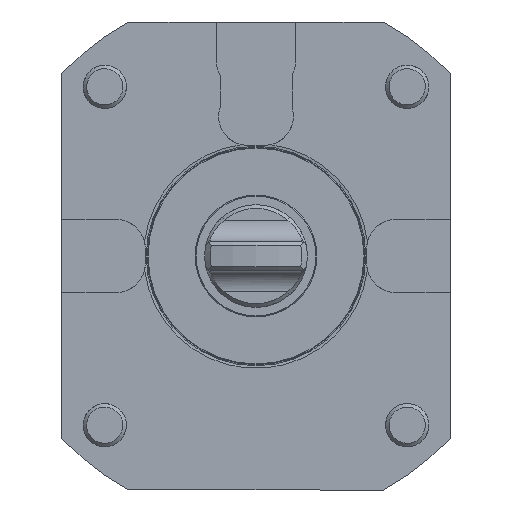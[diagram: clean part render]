
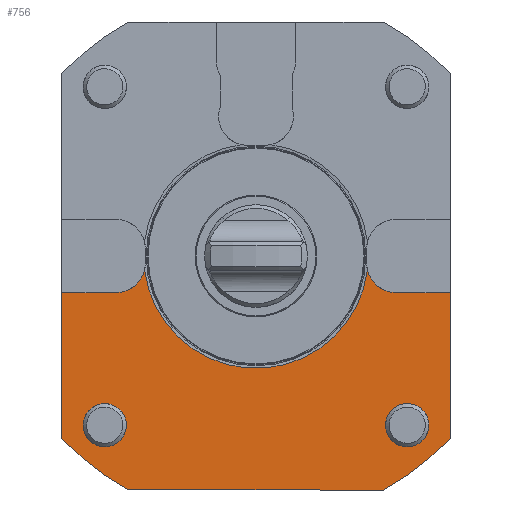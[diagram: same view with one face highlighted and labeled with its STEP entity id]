
A CAD part, front view. The second image highlights one B-rep face of the part: STEP entity #756.
In plain terms, the highlighted planar face has unit normal (0, -1, 0).
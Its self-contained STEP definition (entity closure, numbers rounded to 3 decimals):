
#496 = CIRCLE ( 'NONE', #16543, 8. ) ;
#756 = ADVANCED_FACE ( 'Defeature completata1_9', ( #4077, #13083, #4291 ), #16472, .T. ) ;
#1161 = LINE ( 'NONE', #8301, #14620 ) ;
#1788 = AXIS2_PLACEMENT_3D ( 'NONE', #11157, #18230, #2258 ) ;
#1980 = DIRECTION ( 'NONE',  ( 0., 1., 0. ) ) ;
#2257 = VERTEX_POINT ( 'NONE', #18574 ) ;
#2258 = DIRECTION ( 'NONE',  ( 0., 0., 1. ) ) ;
#2493 = LINE ( 'NONE', #20311, #10013 ) ;
#2702 = AXIS2_PLACEMENT_3D ( 'NONE', #11443, #13196, #18627 ) ;
#2707 = DIRECTION ( 'NONE',  ( 0., -1., 0. ) ) ;
#2832 = EDGE_LOOP ( 'NONE', ( #16521, #14044, #4832, #16577, #8476, #21947, #18882, #8595, #14185, #16600 ) ) ;
#2875 = DIRECTION ( 'NONE',  ( 0., 0., 1. ) ) ;
#3012 = VERTEX_POINT ( 'NONE', #14662 ) ;
#3168 = EDGE_CURVE ( 'NONE', #22423, #2257, #1161, .T. ) ;
#3295 = VERTEX_POINT ( 'NONE', #17237 ) ;
#3902 = ORIENTED_EDGE ( 'NONE', *, *, #6511, .F. ) ;
#4077 = FACE_BOUND ( 'NONE', #21965, .T. ) ;
#4215 = CARTESIAN_POINT ( 'NONE',  ( 54., 0., -50.596 ) ) ;
#4291 = FACE_OUTER_BOUND ( 'NONE', #2832, .T. ) ;
#4364 = EDGE_CURVE ( 'NONE', #6338, #22423, #15513, .T. ) ;
#4568 = VERTEX_POINT ( 'NONE', #9734 ) ;
#4706 = EDGE_CURVE ( 'NONE', #13747, #6338, #12794, .T. ) ;
#4832 = ORIENTED_EDGE ( 'NONE', *, *, #5283, .F. ) ;
#5283 = EDGE_CURVE ( 'NONE', #11464, #2257, #496, .T. ) ;
#5543 = CARTESIAN_POINT ( 'NONE',  ( -36., 0., -47. ) ) ;
#5771 = VERTEX_POINT ( 'NONE', #22416 ) ;
#6167 = DIRECTION ( 'NONE',  ( 0., -1., 0. ) ) ;
#6338 = VERTEX_POINT ( 'NONE', #4215 ) ;
#6511 = EDGE_CURVE ( 'NONE', #21373, #21373, #6977, .T. ) ;
#6613 = CARTESIAN_POINT ( 'NONE',  ( 54., 0., 0. ) ) ;
#6700 = EDGE_LOOP ( 'NONE', ( #3902 ) ) ;
#6934 = EDGE_CURVE ( 'NONE', #8811, #3295, #12499, .T. ) ;
#6936 = EDGE_CURVE ( 'NONE', #3012, #13747, #10735, .T. ) ;
#6977 = CIRCLE ( 'NONE', #22210, 6. ) ;
#7380 = CIRCLE ( 'NONE', #1788, 74. ) ;
#7598 = CARTESIAN_POINT ( 'NONE',  ( 0., 0., 0. ) ) ;
#7763 = DIRECTION ( 'NONE',  ( 0., 0., 1. ) ) ;
#8020 = CIRCLE ( 'NONE', #19552, 8. ) ;
#8029 = DIRECTION ( 'NONE',  ( 0., -1., 0. ) ) ;
#8287 = CARTESIAN_POINT ( 'NONE',  ( 35.369, 0., -65. ) ) ;
#8301 = CARTESIAN_POINT ( 'NONE',  ( 59.893, 0., -10.15 ) ) ;
#8476 = ORIENTED_EDGE ( 'NONE', *, *, #17041, .T. ) ;
#8482 = VECTOR ( 'NONE', #19794, 1000. ) ;
#8595 = ORIENTED_EDGE ( 'NONE', *, *, #13558, .T. ) ;
#8811 = VERTEX_POINT ( 'NONE', #20838 ) ;
#8926 = AXIS2_PLACEMENT_3D ( 'NONE', #7598, #6167, #13300 ) ;
#9111 = DIRECTION ( 'NONE',  ( 0., 0., -1. ) ) ;
#9421 = AXIS2_PLACEMENT_3D ( 'NONE', #19631, #16273, #10568 ) ;
#9581 = ORIENTED_EDGE ( 'NONE', *, *, #13634, .F. ) ;
#9734 = CARTESIAN_POINT ( 'NONE',  ( -54., 0., -50.596 ) ) ;
#10013 = VECTOR ( 'NONE', #7763, 1000. ) ;
#10568 = DIRECTION ( 'NONE',  ( 0., 0., 1. ) ) ;
#10735 = LINE ( 'NONE', #21661, #21482 ) ;
#10753 = CIRCLE ( 'NONE', #14869, 6. ) ;
#10882 = DIRECTION ( 'NONE',  ( 1., 0., 0. ) ) ;
#11091 = DIRECTION ( 'NONE',  ( 1., 0., 0. ) ) ;
#11157 = CARTESIAN_POINT ( 'NONE',  ( 0., 0., 0. ) ) ;
#11443 = CARTESIAN_POINT ( 'NONE',  ( 0., 0., 0. ) ) ;
#11464 = VERTEX_POINT ( 'NONE', #18738 ) ;
#11814 = CARTESIAN_POINT ( 'NONE',  ( 54., 0., -10.15 ) ) ;
#11945 = CARTESIAN_POINT ( 'NONE',  ( -42., 0., -47. ) ) ;
#12289 = EDGE_CURVE ( 'NONE', #4568, #8811, #2493, .T. ) ;
#12499 = LINE ( 'NONE', #18053, #8482 ) ;
#12794 = CIRCLE ( 'NONE', #9421, 74. ) ;
#13083 = FACE_BOUND ( 'NONE', #6700, .T. ) ;
#13196 = DIRECTION ( 'NONE',  ( 0., -1., 0. ) ) ;
#13300 = DIRECTION ( 'NONE',  ( 0., 0., 1. ) ) ;
#13558 = EDGE_CURVE ( 'NONE', #4568, #3012, #7380, .T. ) ;
#13634 = EDGE_CURVE ( 'NONE', #21613, #21613, #10753, .T. ) ;
#13747 = VERTEX_POINT ( 'NONE', #8287 ) ;
#13931 = CIRCLE ( 'NONE', #2702, 31.2 ) ;
#14044 = ORIENTED_EDGE ( 'NONE', *, *, #3168, .T. ) ;
#14185 = ORIENTED_EDGE ( 'NONE', *, *, #6936, .T. ) ;
#14620 = VECTOR ( 'NONE', #22497, 1000. ) ;
#14662 = CARTESIAN_POINT ( 'NONE',  ( -35.369, 0., -65. ) ) ;
#14869 = AXIS2_PLACEMENT_3D ( 'NONE', #11945, #2707, #18667 ) ;
#15513 = LINE ( 'NONE', #6613, #20908 ) ;
#16016 = CARTESIAN_POINT ( 'NONE',  ( 42., 0., -47. ) ) ;
#16060 = CARTESIAN_POINT ( 'NONE',  ( 48., 0., -47. ) ) ;
#16273 = DIRECTION ( 'NONE',  ( 0., -1., 0. ) ) ;
#16472 = PLANE ( 'NONE',  #8926 ) ;
#16521 = ORIENTED_EDGE ( 'NONE', *, *, #4364, .T. ) ;
#16543 = AXIS2_PLACEMENT_3D ( 'NONE', #16897, #8029, #2875 ) ;
#16577 = ORIENTED_EDGE ( 'NONE', *, *, #19114, .F. ) ;
#16600 = ORIENTED_EDGE ( 'NONE', *, *, #4706, .T. ) ;
#16897 = CARTESIAN_POINT ( 'NONE',  ( 38.75, 0., -2.15 ) ) ;
#17041 = EDGE_CURVE ( 'NONE', #5771, #3295, #8020, .T. ) ;
#17237 = CARTESIAN_POINT ( 'NONE',  ( -38.75, 0., -10.15 ) ) ;
#17954 = CARTESIAN_POINT ( 'NONE',  ( -38.75, 0., -2.15 ) ) ;
#18053 = CARTESIAN_POINT ( 'NONE',  ( -59.893, 0., -10.15 ) ) ;
#18230 = DIRECTION ( 'NONE',  ( 0., -1., 0. ) ) ;
#18574 = CARTESIAN_POINT ( 'NONE',  ( 38.75, 0., -10.15 ) ) ;
#18627 = DIRECTION ( 'NONE',  ( 0., 0., 1. ) ) ;
#18667 = DIRECTION ( 'NONE',  ( 1., 0., 0. ) ) ;
#18738 = CARTESIAN_POINT ( 'NONE',  ( 30.951, 0., -3.933 ) ) ;
#18882 = ORIENTED_EDGE ( 'NONE', *, *, #12289, .F. ) ;
#19114 = EDGE_CURVE ( 'NONE', #5771, #11464, #13931, .T. ) ;
#19552 = AXIS2_PLACEMENT_3D ( 'NONE', #17954, #1980, #9111 ) ;
#19631 = CARTESIAN_POINT ( 'NONE',  ( 0., 0., 0. ) ) ;
#19794 = DIRECTION ( 'NONE',  ( 1., 0., 0. ) ) ;
#19932 = DIRECTION ( 'NONE',  ( 0., -1., 0. ) ) ;
#20311 = CARTESIAN_POINT ( 'NONE',  ( -54., 0., 0. ) ) ;
#20820 = DIRECTION ( 'NONE',  ( 0., 0., 1. ) ) ;
#20838 = CARTESIAN_POINT ( 'NONE',  ( -54., 0., -10.15 ) ) ;
#20908 = VECTOR ( 'NONE', #20820, 1000. ) ;
#21373 = VERTEX_POINT ( 'NONE', #16060 ) ;
#21482 = VECTOR ( 'NONE', #11091, 1000. ) ;
#21613 = VERTEX_POINT ( 'NONE', #5543 ) ;
#21661 = CARTESIAN_POINT ( 'NONE',  ( 0., 0., -65. ) ) ;
#21947 = ORIENTED_EDGE ( 'NONE', *, *, #6934, .F. ) ;
#21965 = EDGE_LOOP ( 'NONE', ( #9581 ) ) ;
#22210 = AXIS2_PLACEMENT_3D ( 'NONE', #16016, #19932, #10882 ) ;
#22416 = CARTESIAN_POINT ( 'NONE',  ( -30.951, 0., -3.933 ) ) ;
#22423 = VERTEX_POINT ( 'NONE', #11814 ) ;
#22497 = DIRECTION ( 'NONE',  ( -1., 0., 0. ) ) ;
